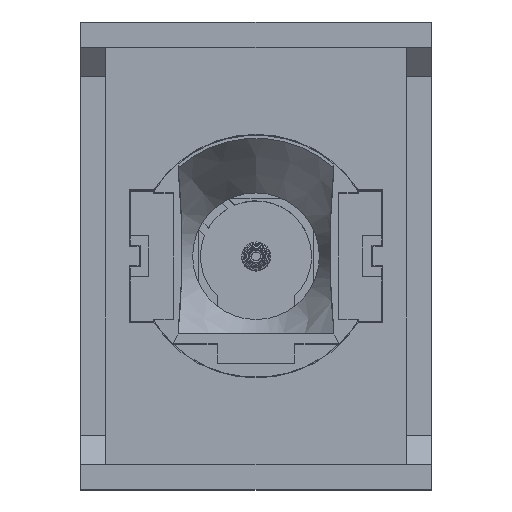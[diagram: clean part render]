
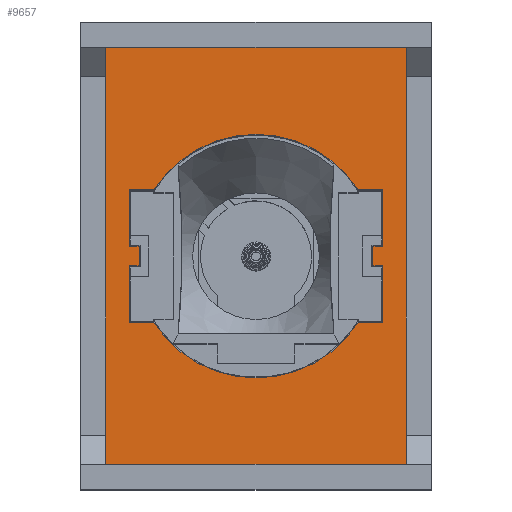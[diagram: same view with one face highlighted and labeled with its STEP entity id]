
A CAD part, top view. The second image highlights one B-rep face of the part: STEP entity #9657.
In plain terms, the highlighted planar face has unit normal (0, 0, 1).
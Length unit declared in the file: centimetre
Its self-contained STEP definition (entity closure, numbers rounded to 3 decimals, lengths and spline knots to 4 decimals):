
#276=FACE_BOUND('',#958,.T.);
#430=FACE_OUTER_BOUND('',#957,.T.);
#957=EDGE_LOOP('',(#6873,#6874,#6875,#6876));
#958=EDGE_LOOP('',(#6877,#6878,#6879,#6880,#6881,#6882,#6883,#6884,#6885,
#6886,#6887,#6888,#6889,#6890,#6891,#6892));
#1434=CIRCLE('',#10237,0.625);
#1435=CIRCLE('',#10242,0.625);
#1695=LINE('',#13513,#2763);
#1908=LINE('',#14072,#2976);
#1911=LINE('',#14077,#2979);
#1912=LINE('',#14080,#2980);
#1915=LINE('',#14086,#2983);
#1917=LINE('',#14091,#2985);
#1920=LINE('',#14096,#2988);
#1922=LINE('',#14100,#2990);
#1924=LINE('',#14104,#2992);
#1927=LINE('',#14112,#2995);
#1928=LINE('',#14115,#2996);
#1930=LINE('',#14119,#2998);
#1933=LINE('',#14126,#3001);
#1934=LINE('',#14129,#3002);
#1936=LINE('',#14132,#3004);
#1938=LINE('',#14137,#3006);
#1941=LINE('',#14141,#3009);
#1942=LINE('',#14143,#3010);
#2763=VECTOR('',#10929,1.);
#2976=VECTOR('',#11402,1.);
#2979=VECTOR('',#11407,1.);
#2980=VECTOR('',#11410,1.);
#2983=VECTOR('',#11417,1.);
#2985=VECTOR('',#11421,1.);
#2988=VECTOR('',#11426,1.);
#2990=VECTOR('',#11430,1.);
#2992=VECTOR('',#11434,1.);
#2995=VECTOR('',#11443,1.);
#2996=VECTOR('',#11446,1.);
#2998=VECTOR('',#11450,1.);
#3001=VECTOR('',#11459,1.);
#3002=VECTOR('',#11462,1.);
#3004=VECTOR('',#11466,1.);
#3006=VECTOR('',#11470,1.);
#3009=VECTOR('',#11475,1.);
#3010=VECTOR('',#11478,1.);
#3827=VERTEX_POINT('',#13510);
#3828=VERTEX_POINT('',#13512);
#4001=VERTEX_POINT('',#14069);
#4002=VERTEX_POINT('',#14071);
#4003=VERTEX_POINT('',#14075);
#4004=VERTEX_POINT('',#14079);
#4005=VERTEX_POINT('',#14084);
#4006=VERTEX_POINT('',#14088);
#4007=VERTEX_POINT('',#14090);
#4008=VERTEX_POINT('',#14094);
#4009=VERTEX_POINT('',#14098);
#4010=VERTEX_POINT('',#14102);
#4011=VERTEX_POINT('',#14106);
#4012=VERTEX_POINT('',#14108);
#4013=VERTEX_POINT('',#14114);
#4014=VERTEX_POINT('',#14118);
#4015=VERTEX_POINT('',#14122);
#4016=VERTEX_POINT('',#14128);
#4017=VERTEX_POINT('',#14134);
#4018=VERTEX_POINT('',#14136);
#4810=EDGE_CURVE('',#3828,#3827,#1695,.T.);
#5069=EDGE_CURVE('',#4002,#4001,#1908,.T.);
#5072=EDGE_CURVE('',#4001,#4003,#1911,.T.);
#5073=EDGE_CURVE('',#4004,#4002,#1912,.T.);
#5076=EDGE_CURVE('',#4003,#4005,#1915,.T.);
#5078=EDGE_CURVE('',#4007,#4006,#1917,.T.);
#5081=EDGE_CURVE('',#4006,#4008,#1920,.T.);
#5083=EDGE_CURVE('',#4008,#4009,#1922,.T.);
#5085=EDGE_CURVE('',#4009,#4010,#1924,.T.);
#5087=EDGE_CURVE('',#4012,#4011,#1434,.T.);
#5089=EDGE_CURVE('',#4010,#4012,#1927,.T.);
#5090=EDGE_CURVE('',#4013,#4007,#1928,.T.);
#5092=EDGE_CURVE('',#4014,#4013,#1930,.T.);
#5094=EDGE_CURVE('',#4015,#4014,#1435,.T.);
#5096=EDGE_CURVE('',#4005,#4015,#1933,.T.);
#5097=EDGE_CURVE('',#4016,#4004,#1934,.T.);
#5099=EDGE_CURVE('',#4011,#4016,#1936,.T.);
#5101=EDGE_CURVE('',#4018,#4017,#1938,.T.);
#5104=EDGE_CURVE('',#4017,#3828,#1941,.T.);
#5105=EDGE_CURVE('',#3827,#4018,#1942,.T.);
#6873=ORIENTED_EDGE('',*,*,#5101,.T.);
#6874=ORIENTED_EDGE('',*,*,#5104,.T.);
#6875=ORIENTED_EDGE('',*,*,#4810,.T.);
#6876=ORIENTED_EDGE('',*,*,#5105,.T.);
#6877=ORIENTED_EDGE('',*,*,#5087,.T.);
#6878=ORIENTED_EDGE('',*,*,#5099,.T.);
#6879=ORIENTED_EDGE('',*,*,#5097,.T.);
#6880=ORIENTED_EDGE('',*,*,#5073,.T.);
#6881=ORIENTED_EDGE('',*,*,#5069,.T.);
#6882=ORIENTED_EDGE('',*,*,#5072,.T.);
#6883=ORIENTED_EDGE('',*,*,#5076,.T.);
#6884=ORIENTED_EDGE('',*,*,#5096,.T.);
#6885=ORIENTED_EDGE('',*,*,#5094,.T.);
#6886=ORIENTED_EDGE('',*,*,#5092,.T.);
#6887=ORIENTED_EDGE('',*,*,#5090,.T.);
#6888=ORIENTED_EDGE('',*,*,#5078,.T.);
#6889=ORIENTED_EDGE('',*,*,#5081,.T.);
#6890=ORIENTED_EDGE('',*,*,#5083,.T.);
#6891=ORIENTED_EDGE('',*,*,#5085,.T.);
#6892=ORIENTED_EDGE('',*,*,#5089,.T.);
#9244=PLANE('',#10249);
#9657=ADVANCED_FACE('',(#430,#276),#9244,.T.);
#10237=AXIS2_PLACEMENT_3D('',#14109,#11438,#11439);
#10242=AXIS2_PLACEMENT_3D('',#14123,#11454,#11455);
#10249=AXIS2_PLACEMENT_3D('',#14144,#11479,#11480);
#10929=DIRECTION('',(1.,0.,0.));
#11402=DIRECTION('',(0.,-1.,0.));
#11407=DIRECTION('',(1.,0.,0.));
#11410=DIRECTION('',(-1.,0.,0.));
#11417=DIRECTION('',(0.,-1.,0.));
#11421=DIRECTION('',(1.,0.,0.));
#11426=DIRECTION('',(0.,1.,0.));
#11430=DIRECTION('',(-1.,0.,0.));
#11434=DIRECTION('',(0.,1.,0.));
#11438=DIRECTION('center_axis',(0.,0.,
-1.));
#11439=DIRECTION('ref_axis',(0.839,0.544,0.));
#11443=DIRECTION('',(1.,0.,0.));
#11446=DIRECTION('',(0.,1.,0.));
#11450=DIRECTION('',(-1.,0.,0.));
#11454=DIRECTION('center_axis',(0.,0.,
-1.));
#11455=DIRECTION('ref_axis',(-0.839,-0.544,0.));
#11459=DIRECTION('',(-1.,0.,0.));
#11462=DIRECTION('',(0.,-1.,0.));
#11466=DIRECTION('',(1.,0.,0.));
#11470=DIRECTION('',(-1.,0.,0.));
#11475=DIRECTION('',(0.,-1.,0.));
#11478=DIRECTION('',(0.,1.,0.));
#11479=DIRECTION('center_axis',(0.,0.,
1.));
#11480=DIRECTION('ref_axis',(-1.,0.,0.));
#13510=CARTESIAN_POINT('',(0.77,-1.07,2.93));
#13512=CARTESIAN_POINT('',(-0.77,-1.07,2.93));
#13513=CARTESIAN_POINT('',(-0.77,-1.07,2.93));
#14069=CARTESIAN_POINT('',(0.6,-0.05,2.93));
#14071=CARTESIAN_POINT('',(0.6,0.05,2.93));
#14072=CARTESIAN_POINT('',(0.6,0.025,2.93));
#14075=CARTESIAN_POINT('',(0.65,-0.05,2.93));
#14077=CARTESIAN_POINT('',(0.3,-0.05,2.93));
#14079=CARTESIAN_POINT('',(0.65,0.05,2.93));
#14080=CARTESIAN_POINT('',(0.325,0.05,2.93));
#14084=CARTESIAN_POINT('',(0.65,-0.34,2.93));
#14086=CARTESIAN_POINT('',(0.65,0.025,2.93));
#14088=CARTESIAN_POINT('',(-0.6,-0.05,2.93));
#14090=CARTESIAN_POINT('',(-0.65,-0.05,2.93));
#14091=CARTESIAN_POINT('',(-0.325,-0.05,2.93));
#14094=CARTESIAN_POINT('',(-0.6,0.05,2.93));
#14096=CARTESIAN_POINT('',(-0.6,-0.025,2.93));
#14098=CARTESIAN_POINT('',(-0.65,0.05,2.93));
#14100=CARTESIAN_POINT('',(-0.3,0.05,2.93));
#14102=CARTESIAN_POINT('',(-0.65,0.34,2.93));
#14104=CARTESIAN_POINT('',(-0.65,0.025,2.93));
#14106=CARTESIAN_POINT('',(0.5244,0.34,2.93));
#14108=CARTESIAN_POINT('',(-0.5244,0.34,2.93));
#14109=CARTESIAN_POINT('Origin',(0.,0.,
2.93));
#14112=CARTESIAN_POINT('',(-0.2622,0.34,2.93));
#14114=CARTESIAN_POINT('',(-0.65,-0.34,2.93));
#14115=CARTESIAN_POINT('',(-0.65,0.025,2.93));
#14118=CARTESIAN_POINT('',(-0.5244,-0.34,2.93));
#14119=CARTESIAN_POINT('',(-0.325,-0.34,2.93));
#14122=CARTESIAN_POINT('',(0.5244,-0.34,2.93));
#14123=CARTESIAN_POINT('Origin',(0.,0.,
2.93));
#14126=CARTESIAN_POINT('',(0.2622,-0.34,2.93));
#14128=CARTESIAN_POINT('',(0.65,0.34,2.93));
#14129=CARTESIAN_POINT('',(0.65,0.025,2.93));
#14132=CARTESIAN_POINT('',(0.325,0.34,2.93));
#14134=CARTESIAN_POINT('',(-0.77,1.07,2.93));
#14136=CARTESIAN_POINT('',(0.77,1.07,2.93));
#14137=CARTESIAN_POINT('',(0.77,1.07,2.93));
#14141=CARTESIAN_POINT('',(-0.77,1.07,2.93));
#14143=CARTESIAN_POINT('',(0.77,-1.07,2.93));
#14144=CARTESIAN_POINT('Origin',(0.,0.,2.93));
